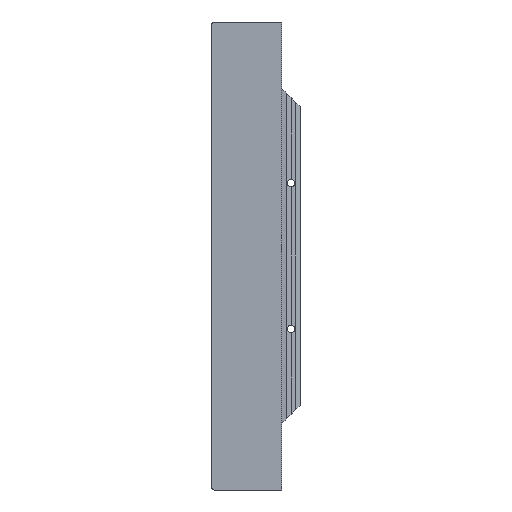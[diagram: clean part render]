
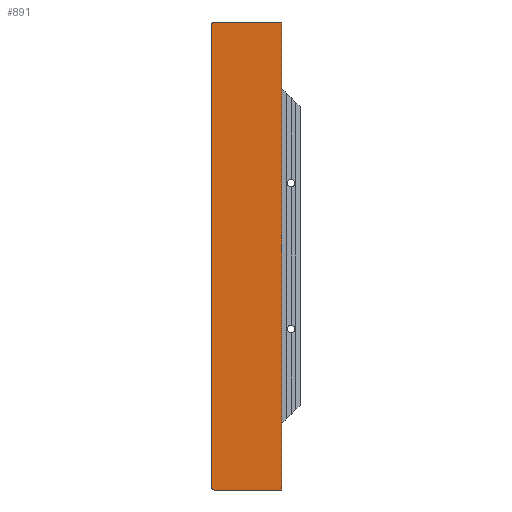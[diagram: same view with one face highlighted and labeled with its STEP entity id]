
A CAD part, left-side view. The second image highlights one B-rep face of the part: STEP entity #891.
In plain terms, the highlighted planar face has unit normal (-1, 0, 0).
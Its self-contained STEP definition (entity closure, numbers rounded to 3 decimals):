
#26=CIRCLE('',#976,1.5);
#28=CIRCLE('',#980,1.5);
#50=PLANE('',#979);
#90=FACE_OUTER_BOUND('',#134,.T.);
#134=EDGE_LOOP('',(#771,#772,#773,#774,#775,#776));
#221=LINE('',#1411,#326);
#237=LINE('',#1459,#342);
#241=LINE('',#1471,#346);
#244=LINE('',#1476,#349);
#326=VECTOR('',#1141,35.5);
#342=VECTOR('',#1179,35.5);
#346=VECTOR('',#1191,244.);
#349=VECTOR('',#1196,247.);
#432=VERTEX_POINT('',#1408);
#433=VERTEX_POINT('',#1410);
#453=VERTEX_POINT('',#1456);
#454=VERTEX_POINT('',#1458);
#456=VERTEX_POINT('',#1464);
#458=VERTEX_POINT('',#1470);
#543=EDGE_CURVE('',#433,#432,#221,.T.);
#567=EDGE_CURVE('',#454,#453,#237,.T.);
#570=EDGE_CURVE('',#433,#456,#26,.T.);
#573=EDGE_CURVE('',#456,#458,#241,.T.);
#576=EDGE_CURVE('',#454,#432,#244,.T.);
#577=EDGE_CURVE('',#458,#453,#28,.T.);
#771=ORIENTED_EDGE('',*,*,#570,.F.);
#772=ORIENTED_EDGE('',*,*,#543,.T.);
#773=ORIENTED_EDGE('',*,*,#576,.F.);
#774=ORIENTED_EDGE('',*,*,#567,.T.);
#775=ORIENTED_EDGE('',*,*,#577,.F.);
#776=ORIENTED_EDGE('',*,*,#573,.F.);
#891=ADVANCED_FACE('',(#90),#50,.T.);
#976=AXIS2_PLACEMENT_3D('',#1465,#1184,#1185);
#979=AXIS2_PLACEMENT_3D('',#1475,#1194,#1195);
#980=AXIS2_PLACEMENT_3D('',#1477,#1197,#1198);
#1141=DIRECTION('',(0.,-1.,0.));
#1179=DIRECTION('',(0.,1.,0.));
#1184=DIRECTION('center_axis',(1.,0.,0.));
#1185=DIRECTION('ref_axis',(0.,0.707,-0.707));
#1191=DIRECTION('',(0.,0.,1.));
#1194=DIRECTION('center_axis',(-1.,0.,0.));
#1195=DIRECTION('ref_axis',(0.,0.,1.));
#1196=DIRECTION('',(0.,0.,-1.));
#1197=DIRECTION('center_axis',(1.,0.,0.));
#1198=DIRECTION('ref_axis',(0.,0.707,0.707));
#1408=CARTESIAN_POINT('',(-8.8,0.,-123.5));
#1410=CARTESIAN_POINT('',(-8.8,35.5,-123.5));
#1411=CARTESIAN_POINT('',(-8.8,35.5,-123.5));
#1456=CARTESIAN_POINT('',(-8.8,35.5,123.5));
#1458=CARTESIAN_POINT('',(-8.8,0.,123.5));
#1459=CARTESIAN_POINT('',(-8.8,0.,123.5));
#1464=CARTESIAN_POINT('',(-8.8,37.,-122.));
#1465=CARTESIAN_POINT('Origin',(-8.8,35.5,-122.));
#1470=CARTESIAN_POINT('',(-8.8,37.,122.));
#1471=CARTESIAN_POINT('',(-8.8,37.,-122.));
#1475=CARTESIAN_POINT('Origin',(-8.8,0.,0.));
#1476=CARTESIAN_POINT('',(-8.8,0.,123.5));
#1477=CARTESIAN_POINT('Origin',(-8.8,35.5,122.));
